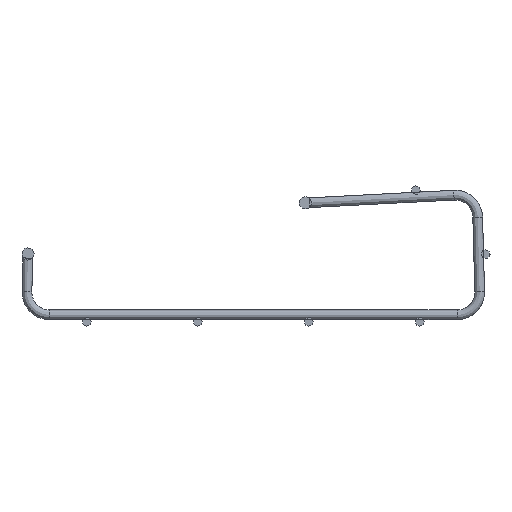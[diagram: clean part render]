
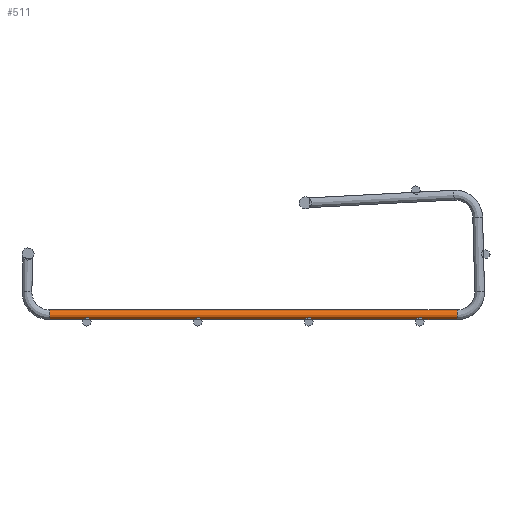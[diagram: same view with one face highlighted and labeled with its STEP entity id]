
A CAD part, left-side view. The second image highlights one B-rep face of the part: STEP entity #511.
In plain terms, the highlighted cylindrical face has radius 2.2 mm (diameter 4.4 mm), a full revolution.
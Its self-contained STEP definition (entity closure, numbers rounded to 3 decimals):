
#211=FACE_OUTER_BOUND('',#244,.T.);
#244=EDGE_LOOP('',(#452,#453,#454,#455,#456,#457));
#259=LINE('',#935,#271);
#271=VECTOR('',#754,2.2);
#298=CIRCLE('',#581,2.2);
#299=CIRCLE('',#582,2.2);
#300=CIRCLE('',#584,2.2);
#301=CIRCLE('',#585,2.2);
#329=VERTEX_POINT('',#928);
#330=VERTEX_POINT('',#930);
#331=VERTEX_POINT('',#934);
#332=VERTEX_POINT('',#936);
#371=EDGE_CURVE('',#329,#330,#298,.T.);
#372=EDGE_CURVE('',#330,#329,#299,.T.);
#373=EDGE_CURVE('',#330,#331,#259,.T.);
#374=EDGE_CURVE('',#331,#332,#300,.T.);
#375=EDGE_CURVE('',#332,#331,#301,.T.);
#452=ORIENTED_EDGE('',*,*,#372,.F.);
#453=ORIENTED_EDGE('',*,*,#373,.T.);
#454=ORIENTED_EDGE('',*,*,#374,.T.);
#455=ORIENTED_EDGE('',*,*,#375,.T.);
#456=ORIENTED_EDGE('',*,*,#373,.F.);
#457=ORIENTED_EDGE('',*,*,#371,.F.);
#481=CYLINDRICAL_SURFACE('',#583,2.2);
#511=ADVANCED_FACE('',(#211),#481,.T.);
#581=AXIS2_PLACEMENT_3D('',#931,#748,#749);
#582=AXIS2_PLACEMENT_3D('',#932,#750,#751);
#583=AXIS2_PLACEMENT_3D('',#933,#752,#753);
#584=AXIS2_PLACEMENT_3D('',#937,#755,#756);
#585=AXIS2_PLACEMENT_3D('',#938,#757,#758);
#748=DIRECTION('center_axis',(0.,-1.,0.));
#749=DIRECTION('ref_axis',(1.,0.,0.));
#750=DIRECTION('center_axis',(0.,-1.,0.));
#751=DIRECTION('ref_axis',(1.,0.,0.));
#752=DIRECTION('center_axis',(0.,-1.,0.));
#753=DIRECTION('ref_axis',(1.,0.,0.));
#754=DIRECTION('',(0.,1.,0.));
#755=DIRECTION('center_axis',(0.,-1.,0.));
#756=DIRECTION('ref_axis',(1.,0.,0.));
#757=DIRECTION('center_axis',(0.,-1.,0.));
#758=DIRECTION('ref_axis',(1.,0.,0.));
#928=CARTESIAN_POINT('',(0.,-91.788,-24.782));
#930=CARTESIAN_POINT('',(-2.2,-91.788,-26.982));
#931=CARTESIAN_POINT('Origin',(0.,-91.788,-26.982));
#932=CARTESIAN_POINT('Origin',(0.,-91.788,-26.982));
#933=CARTESIAN_POINT('Origin',(0.,91.788,-26.982));
#934=CARTESIAN_POINT('',(-2.2,91.788,-26.982));
#935=CARTESIAN_POINT('',(-2.2,91.788,-26.982));
#936=CARTESIAN_POINT('',(0.,91.788,-24.782));
#937=CARTESIAN_POINT('Origin',(0.,91.788,-26.982));
#938=CARTESIAN_POINT('Origin',(0.,91.788,-26.982));
